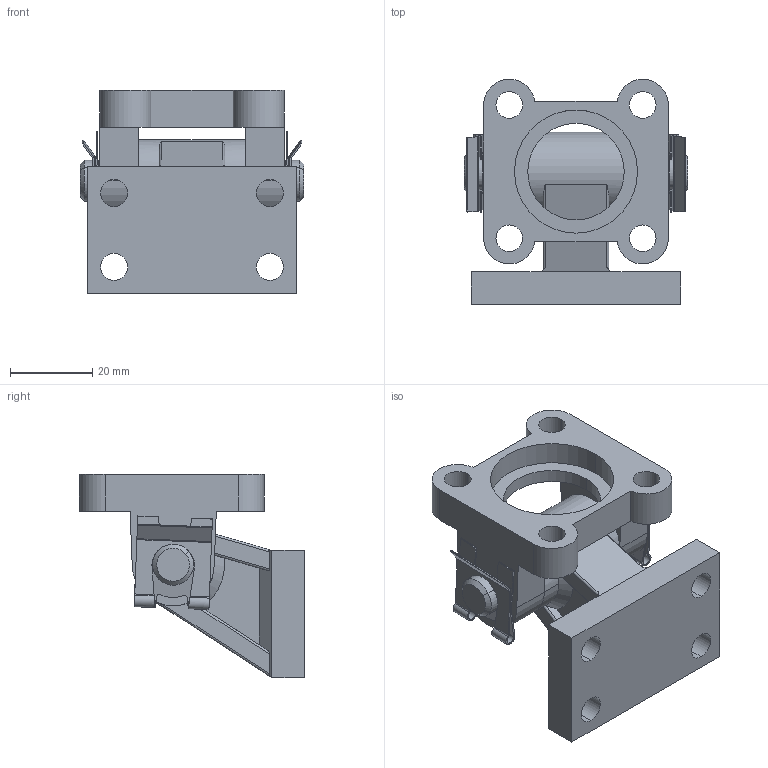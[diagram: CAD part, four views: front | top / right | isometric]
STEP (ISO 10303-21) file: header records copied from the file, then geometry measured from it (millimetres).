
FILE_DESCRIPTION (( 'STEP AP214' ), '1' );
FILE_NAME ('32 EYB.STEP', '2013-12-16T07:47:33', ( '' ), ( '' ), 'SwSTEP 2.0', 'SolidWorks 2010', '' );
FILE_SCHEMA (( 'AUTOMOTIVE_DESIGN' ));
Length unit declared in the file: millimetre
Products named in the file (5): 32  SWIVEL  FLANGE; 32  EB  P軲輄Varsay齦an; 32  KLÝPS; ÇAP 32  YER BAÐ. (CFM); 32  EYB
Assembly tree (5 placements, depth 2):
  32  EYB
    32  EB  P軲輄Varsay齦an
    ÇAP 32  YER BAÐ. (CFM)
    32  KLÝPS  x2
    32  SWIVEL  FLANGE
Bounding box: 54.5 x 54.84 x 49.5 mm (x, y, z)
Volume: 44564.2 mm3; surface area: 21128.1 mm2
Topology: 5 solids, 5 shells, 233 faces, 653 edges, 431 vertices
Faces by surface type: plane 120, cylinder 106, cone 7
Entity records: 5589 total; most frequent: CARTESIAN_POINT 1095, ORIENTED_EDGE 910, DIRECTION 902, EDGE_CURVE 455, AXIS2_PLACEMENT_3D 316, VERTEX_POINT 299, VECTOR 270, LINE 270
